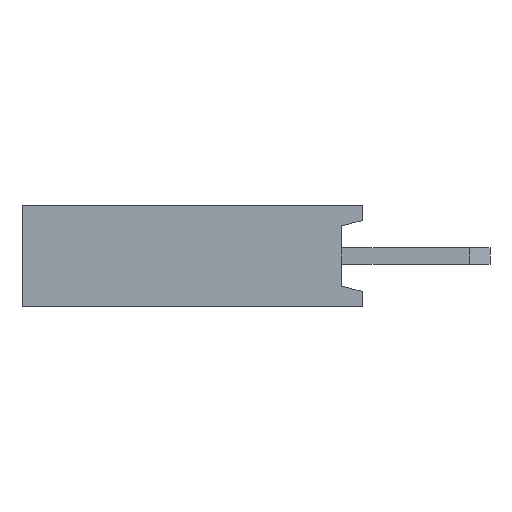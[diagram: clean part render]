
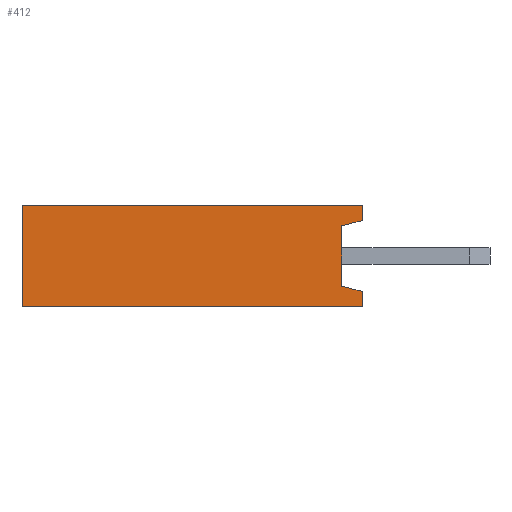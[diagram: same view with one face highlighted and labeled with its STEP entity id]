
A CAD part, left-side view. The second image highlights one B-rep face of the part: STEP entity #412.
In plain terms, the highlighted planar face has unit normal (-1, 0, 0).
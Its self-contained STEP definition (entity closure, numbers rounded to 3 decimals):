
#157 = DIRECTION ( 'NONE',  ( 0., 1., 0. ) ) ;
#292 = VECTOR ( 'NONE', #3624, 1000. ) ;
#407 = LINE ( 'NONE', #2047, #1573 ) ;
#408 = VERTEX_POINT ( 'NONE', #4432 ) ;
#412 = ADVANCED_FACE ( 'NONE', ( #1946 ), #4799, .T. ) ;
#576 = CARTESIAN_POINT ( 'NONE',  ( -10.414, 0., 1.27 ) ) ;
#587 = ORIENTED_EDGE ( 'NONE', *, *, #3689, .T. ) ;
#655 = DIRECTION ( 'NONE',  ( 0., 0., 1. ) ) ;
#669 = CARTESIAN_POINT ( 'NONE',  ( -10.414, 8.509, 1.27 ) ) ;
#804 = VECTOR ( 'NONE', #5040, 1000. ) ;
#830 = CARTESIAN_POINT ( 'NONE',  ( -10.414, 0., -0.889 ) ) ;
#834 = VERTEX_POINT ( 'NONE', #3649 ) ;
#868 = LINE ( 'NONE', #3151, #1147 ) ;
#936 = CARTESIAN_POINT ( 'NONE',  ( -10.414, 0., 0.889 ) ) ;
#1129 = CARTESIAN_POINT ( 'NONE',  ( -10.414, 0., -0.889 ) ) ;
#1147 = VECTOR ( 'NONE', #3521, 1000. ) ;
#1157 = EDGE_CURVE ( 'NONE', #2781, #3325, #4255, .T. ) ;
#1291 = CARTESIAN_POINT ( 'NONE',  ( -10.414, 0.508, -0.753 ) ) ;
#1303 = VECTOR ( 'NONE', #4678, 1000. ) ;
#1424 = VERTEX_POINT ( 'NONE', #830 ) ;
#1449 = ORIENTED_EDGE ( 'NONE', *, *, #3845, .T. ) ;
#1486 = DIRECTION ( 'NONE',  ( -1., 0., 0. ) ) ;
#1573 = VECTOR ( 'NONE', #2491, 1000. ) ;
#1595 = EDGE_CURVE ( 'NONE', #834, #4420, #4341, .T. ) ;
#1867 = LINE ( 'NONE', #3876, #4908 ) ;
#1908 = DIRECTION ( 'NONE',  ( 0., 0., -1. ) ) ;
#1946 = FACE_OUTER_BOUND ( 'NONE', #1985, .T. ) ;
#1956 = EDGE_CURVE ( 'NONE', #408, #834, #3846, .T. ) ;
#1985 = EDGE_LOOP ( 'NONE', ( #3146, #1449, #587, #3243, #4578, #2086, #2406, #2358 ) ) ;
#2047 = CARTESIAN_POINT ( 'NONE',  ( -10.414, 0.508, 0.753 ) ) ;
#2086 = ORIENTED_EDGE ( 'NONE', *, *, #2765, .T. ) ;
#2151 = AXIS2_PLACEMENT_3D ( 'NONE', #3520, #1486, #3126 ) ;
#2198 = CARTESIAN_POINT ( 'NONE',  ( -10.414, 0., 0.889 ) ) ;
#2358 = ORIENTED_EDGE ( 'NONE', *, *, #1956, .T. ) ;
#2404 = LINE ( 'NONE', #1129, #292 ) ;
#2406 = ORIENTED_EDGE ( 'NONE', *, *, #5022, .T. ) ;
#2491 = DIRECTION ( 'NONE',  ( 0., -0.966, 0.259 ) ) ;
#2590 = CARTESIAN_POINT ( 'NONE',  ( -10.414, 0.508, 0.753 ) ) ;
#2765 = EDGE_CURVE ( 'NONE', #3325, #4431, #407, .T. ) ;
#2781 = VERTEX_POINT ( 'NONE', #1291 ) ;
#3126 = DIRECTION ( 'NONE',  ( 0., 0., 1. ) ) ;
#3146 = ORIENTED_EDGE ( 'NONE', *, *, #1595, .T. ) ;
#3151 = CARTESIAN_POINT ( 'NONE',  ( -10.414, 8.509, -1.27 ) ) ;
#3243 = ORIENTED_EDGE ( 'NONE', *, *, #5090, .T. ) ;
#3325 = VERTEX_POINT ( 'NONE', #2590 ) ;
#3329 = CARTESIAN_POINT ( 'NONE',  ( -10.414, 8.509, -1.27 ) ) ;
#3465 = VERTEX_POINT ( 'NONE', #3856 ) ;
#3520 = CARTESIAN_POINT ( 'NONE',  ( -10.414, 0., 0. ) ) ;
#3521 = DIRECTION ( 'NONE',  ( 0., -1., 0. ) ) ;
#3624 = DIRECTION ( 'NONE',  ( 0., 0.966, 0.259 ) ) ;
#3649 = CARTESIAN_POINT ( 'NONE',  ( -10.414, 8.509, 1.27 ) ) ;
#3689 = EDGE_CURVE ( 'NONE', #3465, #1424, #1867, .T. ) ;
#3845 = EDGE_CURVE ( 'NONE', #4420, #3465, #868, .T. ) ;
#3846 = LINE ( 'NONE', #576, #4724 ) ;
#3856 = CARTESIAN_POINT ( 'NONE',  ( -10.414, 0., -1.27 ) ) ;
#3876 = CARTESIAN_POINT ( 'NONE',  ( -10.414, 0., -1.27 ) ) ;
#4255 = LINE ( 'NONE', #5097, #1303 ) ;
#4273 = LINE ( 'NONE', #2198, #804 ) ;
#4341 = LINE ( 'NONE', #669, #5049 ) ;
#4420 = VERTEX_POINT ( 'NONE', #3329 ) ;
#4431 = VERTEX_POINT ( 'NONE', #936 ) ;
#4432 = CARTESIAN_POINT ( 'NONE',  ( -10.414, 0., 1.27 ) ) ;
#4578 = ORIENTED_EDGE ( 'NONE', *, *, #1157, .T. ) ;
#4678 = DIRECTION ( 'NONE',  ( 0., 0., 1. ) ) ;
#4724 = VECTOR ( 'NONE', #157, 1000. ) ;
#4799 = PLANE ( 'NONE',  #2151 ) ;
#4908 = VECTOR ( 'NONE', #655, 1000. ) ;
#5022 = EDGE_CURVE ( 'NONE', #4431, #408, #4273, .T. ) ;
#5040 = DIRECTION ( 'NONE',  ( 0., 0., 1. ) ) ;
#5049 = VECTOR ( 'NONE', #1908, 1000. ) ;
#5090 = EDGE_CURVE ( 'NONE', #1424, #2781, #2404, .T. ) ;
#5097 = CARTESIAN_POINT ( 'NONE',  ( -10.414, 0.508, -0.753 ) ) ;
